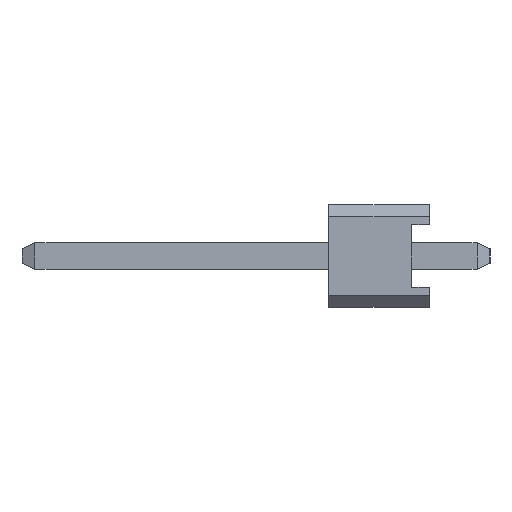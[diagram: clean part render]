
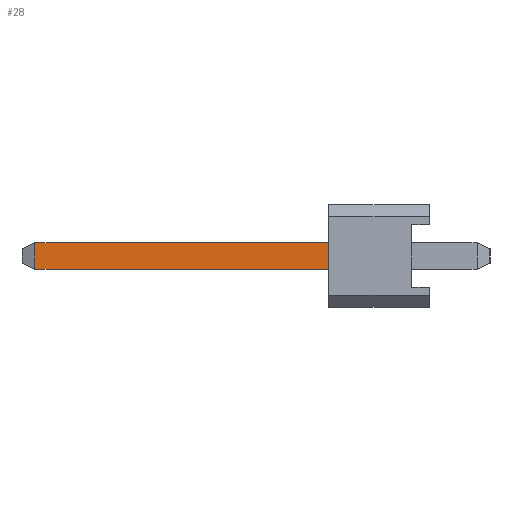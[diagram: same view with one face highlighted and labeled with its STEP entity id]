
A CAD part, left-side view. The second image highlights one B-rep face of the part: STEP entity #28.
In plain terms, the highlighted planar face has unit normal (-1, 0, 0).
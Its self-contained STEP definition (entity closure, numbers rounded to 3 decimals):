
#28 = ADVANCED_FACE ( 'NONE', ( #2043 ), #2042, .F. ) ;
#29 = EDGE_LOOP ( 'NONE', ( #30, #33, #36, #38 ) ) ;
#30 = ORIENTED_EDGE ( 'NONE', *, *, #31, .F. ) ;
#31 = EDGE_CURVE ( 'NONE', #32, #5451, #2037, .T. ) ;
#32 = VERTEX_POINT ( 'NONE', #2033 ) ;
#33 = ORIENTED_EDGE ( 'NONE', *, *, #34, .T. ) ;
#34 = EDGE_CURVE ( 'NONE', #32, #35, #2032, .T. ) ;
#35 = VERTEX_POINT ( 'NONE', #2028 ) ;
#36 = ORIENTED_EDGE ( 'NONE', *, *, #37, .T. ) ;
#37 = EDGE_CURVE ( 'NONE', #35, #5450, #1939, .T. ) ;
#38 = ORIENTED_EDGE ( 'NONE', *, *, #5449, .T. ) ;
#1936 = DIRECTION ( 'NONE',  ( 0., -1., 0. ) ) ;
#1937 = VECTOR ( 'NONE', #1936, 1000. ) ;
#1938 = CARTESIAN_POINT ( 'NONE',  ( -0.325, 10.1, -0.325 ) ) ;
#1939 = LINE ( 'NONE', #1938, #1937 ) ;
#2028 = CARTESIAN_POINT ( 'NONE',  ( -0.325, 9.778, -0.325 ) ) ;
#2029 = DIRECTION ( 'NONE',  ( 0., 0., -1. ) ) ;
#2030 = VECTOR ( 'NONE', #2029, 1000. ) ;
#2031 = CARTESIAN_POINT ( 'NONE',  ( -0.325, 9.778, 0.325 ) ) ;
#2032 = LINE ( 'NONE', #2031, #2030 ) ;
#2033 = CARTESIAN_POINT ( 'NONE',  ( -0.325, 9.778, 0.325 ) ) ;
#2034 = DIRECTION ( 'NONE',  ( 0., -1., 0. ) ) ;
#2035 = VECTOR ( 'NONE', #2034, 1000. ) ;
#2036 = CARTESIAN_POINT ( 'NONE',  ( -0.325, 10.1, 0.325 ) ) ;
#2037 = LINE ( 'NONE', #2036, #2035 ) ;
#2038 = DIRECTION ( 'NONE',  ( 0., 0., -1. ) ) ;
#2039 = DIRECTION ( 'NONE',  ( 1., 0., 0. ) ) ;
#2040 = CARTESIAN_POINT ( 'NONE',  ( -0.325, 10.1, 0.325 ) ) ;
#2041 = AXIS2_PLACEMENT_3D ( 'NONE', #2040, #2039, #2038 ) ;
#2042 = PLANE ( 'NONE',  #2041 ) ;
#2043 = FACE_OUTER_BOUND ( 'NONE', #29, .T. ) ;
#5087 = CARTESIAN_POINT ( 'NONE',  ( -0.325, 2.5, 0.325 ) ) ;
#5088 = CARTESIAN_POINT ( 'NONE',  ( -0.325, 2.5, -0.325 ) ) ;
#5089 = DIRECTION ( 'NONE',  ( 0., 0., 1. ) ) ;
#5090 = VECTOR ( 'NONE', #5089, 1000. ) ;
#5091 = CARTESIAN_POINT ( 'NONE',  ( -0.325, 2.5, -1.27 ) ) ;
#5092 = LINE ( 'NONE', #5091, #5090 ) ;
#5449 = EDGE_CURVE ( 'NONE', #5450, #5451, #5092, .T. ) ;
#5450 = VERTEX_POINT ( 'NONE', #5088 ) ;
#5451 = VERTEX_POINT ( 'NONE', #5087 ) ;
